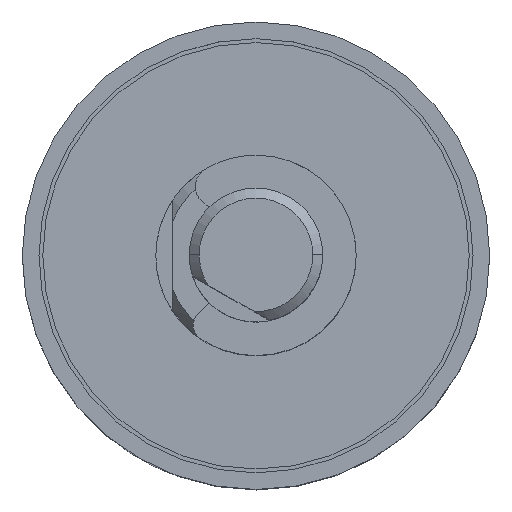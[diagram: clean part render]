
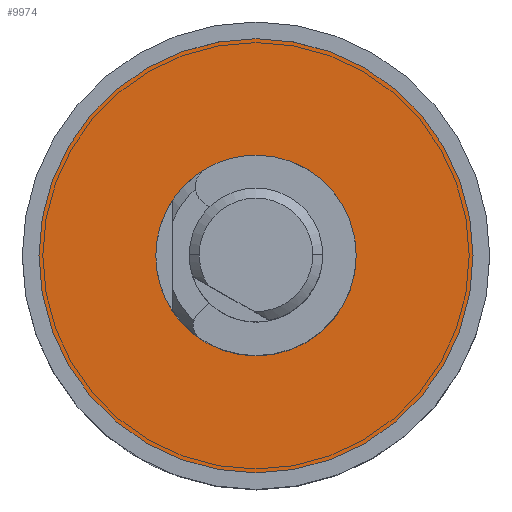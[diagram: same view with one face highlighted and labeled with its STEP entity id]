
A CAD part, top view. The second image highlights one B-rep face of the part: STEP entity #9974.
In plain terms, the highlighted planar face has unit normal (0, 0, 1).
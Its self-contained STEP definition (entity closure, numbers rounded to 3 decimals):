
#58 = CARTESIAN_POINT ( 'NONE',  ( -6.5, 0., 0.5 ) ) ;
#237 = DIRECTION ( 'NONE',  ( 0., 0., -1. ) ) ;
#358 = VERTEX_POINT ( 'NONE', #11890 ) ;
#419 = PLANE ( 'NONE',  #9295 ) ;
#454 = DIRECTION ( 'NONE',  ( -1., 0., 0. ) ) ;
#832 = AXIS2_PLACEMENT_3D ( 'NONE', #5997, #1514, #454 ) ;
#852 = EDGE_CURVE ( 'NONE', #3096, #358, #11248, .T. ) ;
#853 = EDGE_LOOP ( 'NONE', ( #9223, #9478 ) ) ;
#1062 = EDGE_CURVE ( 'NONE', #358, #3096, #6281, .T. ) ;
#1142 = DIRECTION ( 'NONE',  ( -1., 0., 0. ) ) ;
#1460 = VERTEX_POINT ( 'NONE', #58 ) ;
#1514 = DIRECTION ( 'NONE',  ( 0., 0., -1. ) ) ;
#1984 = FACE_OUTER_BOUND ( 'NONE', #4697, .T. ) ;
#2221 = DIRECTION ( 'NONE',  ( 1., 0., 0. ) ) ;
#2367 = ORIENTED_EDGE ( 'NONE', *, *, #9231, .T. ) ;
#2596 = DIRECTION ( 'NONE',  ( 0., 0., 1. ) ) ;
#3040 = CARTESIAN_POINT ( 'NONE',  ( 0., 0., 0.5 ) ) ;
#3095 = CARTESIAN_POINT ( 'NONE',  ( 0., 0., 0.5 ) ) ;
#3096 = VERTEX_POINT ( 'NONE', #4835 ) ;
#3261 = DIRECTION ( 'NONE',  ( 0., 0., 1. ) ) ;
#3300 = CARTESIAN_POINT ( 'NONE',  ( 6.5, 0., 0.5 ) ) ;
#3429 = DIRECTION ( 'NONE',  ( 1., 0., 0. ) ) ;
#3903 = CIRCLE ( 'NONE', #6633, 6.5 ) ;
#4697 = EDGE_LOOP ( 'NONE', ( #11552, #2367 ) ) ;
#4835 = CARTESIAN_POINT ( 'NONE',  ( 3., 0., 0.5 ) ) ;
#5470 = EDGE_CURVE ( 'NONE', #9985, #1460, #7447, .T. ) ;
#5997 = CARTESIAN_POINT ( 'NONE',  ( 0., 0., 0.5 ) ) ;
#6281 = CIRCLE ( 'NONE', #832, 3. ) ;
#6633 = AXIS2_PLACEMENT_3D ( 'NONE', #8187, #2596, #10070 ) ;
#7447 = CIRCLE ( 'NONE', #8023, 6.5 ) ;
#8023 = AXIS2_PLACEMENT_3D ( 'NONE', #3095, #11501, #2221 ) ;
#8187 = CARTESIAN_POINT ( 'NONE',  ( 0., 0., 0.5 ) ) ;
#9223 = ORIENTED_EDGE ( 'NONE', *, *, #1062, .T. ) ;
#9231 = EDGE_CURVE ( 'NONE', #1460, #9985, #3903, .T. ) ;
#9257 = FACE_BOUND ( 'NONE', #853, .T. ) ;
#9295 = AXIS2_PLACEMENT_3D ( 'NONE', #9900, #3261, #3429 ) ;
#9478 = ORIENTED_EDGE ( 'NONE', *, *, #852, .T. ) ;
#9900 = CARTESIAN_POINT ( 'NONE',  ( 3., 0., 0.5 ) ) ;
#9974 = ADVANCED_FACE ( 'NONE', ( #9257, #1984 ), #419, .T. ) ;
#9985 = VERTEX_POINT ( 'NONE', #3300 ) ;
#10070 = DIRECTION ( 'NONE',  ( 1., 0., 0. ) ) ;
#10880 = AXIS2_PLACEMENT_3D ( 'NONE', #3040, #237, #1142 ) ;
#11248 = CIRCLE ( 'NONE', #10880, 3. ) ;
#11501 = DIRECTION ( 'NONE',  ( 0., 0., 1. ) ) ;
#11552 = ORIENTED_EDGE ( 'NONE', *, *, #5470, .T. ) ;
#11890 = CARTESIAN_POINT ( 'NONE',  ( -3., 0., 0.5 ) ) ;
